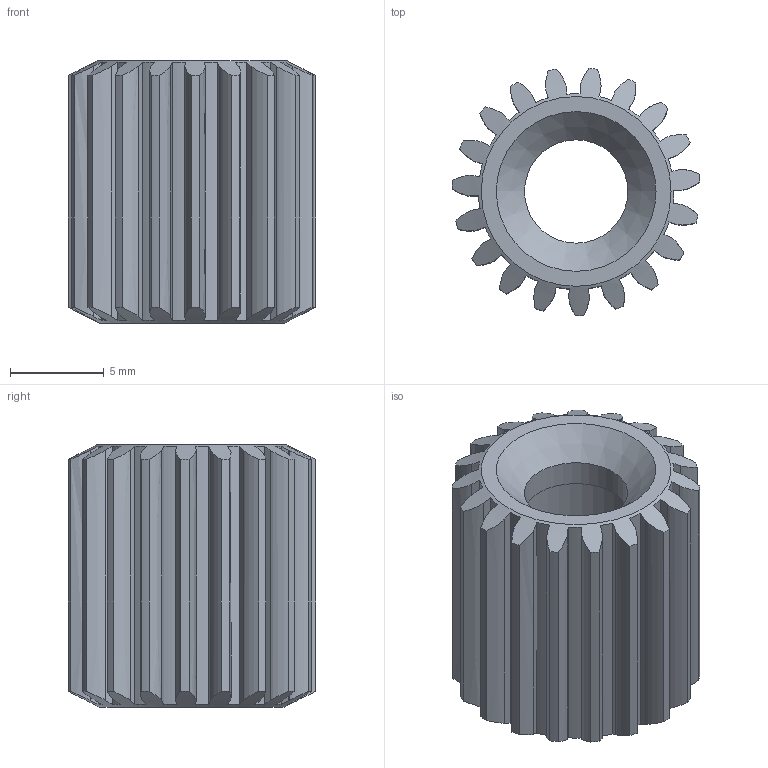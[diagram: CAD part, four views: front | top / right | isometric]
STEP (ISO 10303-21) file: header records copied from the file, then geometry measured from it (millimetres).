
FILE_DESCRIPTION(/* description */ (''),/* implementation_level */ '2;1');
FILE_NAME(/* name */ 'Planet_Gear.step',/* time_stamp */ '2022-01-11T15:45:19-05:00',/* author */ (''),/* organization */ (''),/* preprocessor_version */ 'ST-DEVELOPER v18.1',/* originating_system */ 'Autodesk Translation Framework v10.10.0.1391',/* authorisation */ '');
FILE_SCHEMA (('AUTOMOTIVE_DESIGN { 1 0 10303 214 3 1 1 }'));
Length unit declared in the file: millimetre
Products named in the file (1): FusionComponent
Bounding box: 13.17 x 13.16 x 13.95 mm (x, y, z)
Volume: 986.7 mm3; surface area: 1483.8 mm2
Topology: 1 solids, 1 shells, 161 faces, 491 edges, 333 vertices
Faces by surface type: plane 61, cylinder 59, bspline 38, cone 3
Full cylindrical faces by diameter (mm): 5.5 x1, 7 x1
Entity records: 7776 total; most frequent: CARTESIAN_POINT 3647, ORIENTED_EDGE 982, DIRECTION 687, EDGE_CURVE 491, VERTEX_POINT 333, LINE 271, VECTOR 271, AXIS2_PLACEMENT_3D 208
